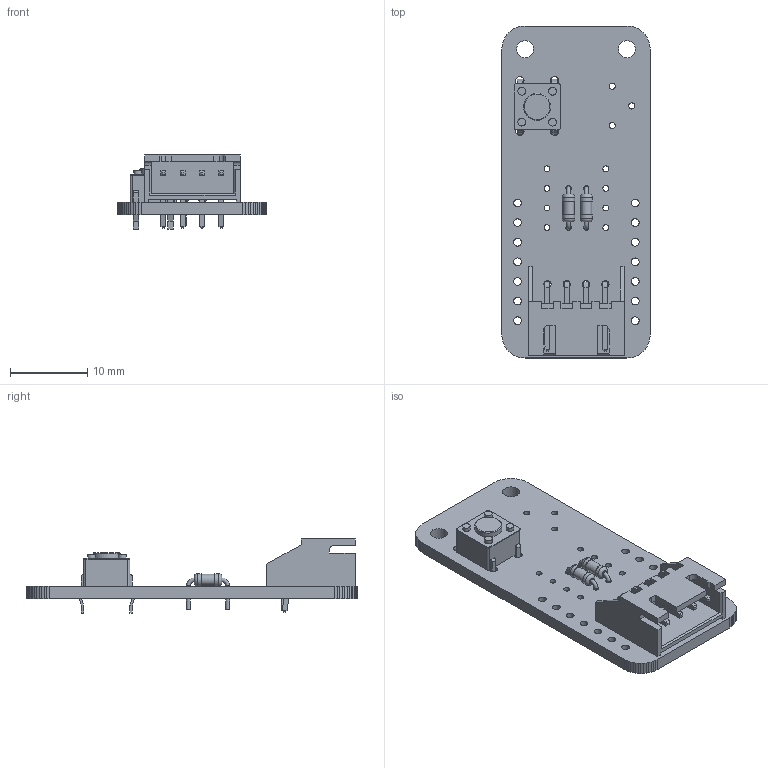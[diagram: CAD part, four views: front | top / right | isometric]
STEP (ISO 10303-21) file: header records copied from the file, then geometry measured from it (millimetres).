
FILE_DESCRIPTION(('KiCad electronic assembly'),'2;1');
FILE_NAME('Gyro_Backup.step','2024-03-04T03:01:05',('Pcbnew'),('Kicad'), 'Open CASCADE STEP processor 7.7','KiCad to STEP converter','Unknown' );
FILE_SCHEMA(('AUTOMOTIVE_DESIGN { 1 0 10303 214 1 1 1 1 }'));
Length unit declared in the file: millimetre
Products named in the file (8): Gyro_Backup 1; R_Axial_DIN0204_L3.6mm_D1.6mm_P5.08mm_Horizontal; SOLID; JST_XH_S4B-XH-A_1x04_P2.50mm_Horizontal; SW_PUSH_6mm; Gyro_Backup PCB
Assembly tree (8 placements, depth 3):
  Gyro_Backup 1
    R_Axial_DIN0204_L3.6mm_D1.6mm_P5.08mm_Horizontal  x2
      SOLID
    JST_XH_S4B-XH-A_1x04_P2.50mm_Horizontal
      SOLID
    SW_PUSH_6mm
      SOLID
    Gyro_Backup PCB
Bounding box: 19.2 x 43 x 9.6 mm (x, y, z)
Volume: 1693.2 mm3; surface area: 3008.7 mm2
Topology: 5 solids, 5 shells, 401 faces, 1059 edges, 689 vertices
Faces by surface type: plane 290, cylinder 102, torus 9
Full cylindrical faces by diameter (mm): 0.5 x4, 0.7 x4, 0.762 x8, 0.8 x3, 0.95 x4, 1 x18, 1.1 x4, 1.44 x2, 1.6 x4, 2.2 x2, 3.5 x1
Entity records: 28861 total; most frequent: CARTESIAN_POINT 5696, DIRECTION 3966, LINE 2719, VECTOR 2719, ORIENTED_EDGE 2072, PCURVE 2072, DEFINITIONAL_REPRESENTATION 2072, EDGE_CURVE 1036
